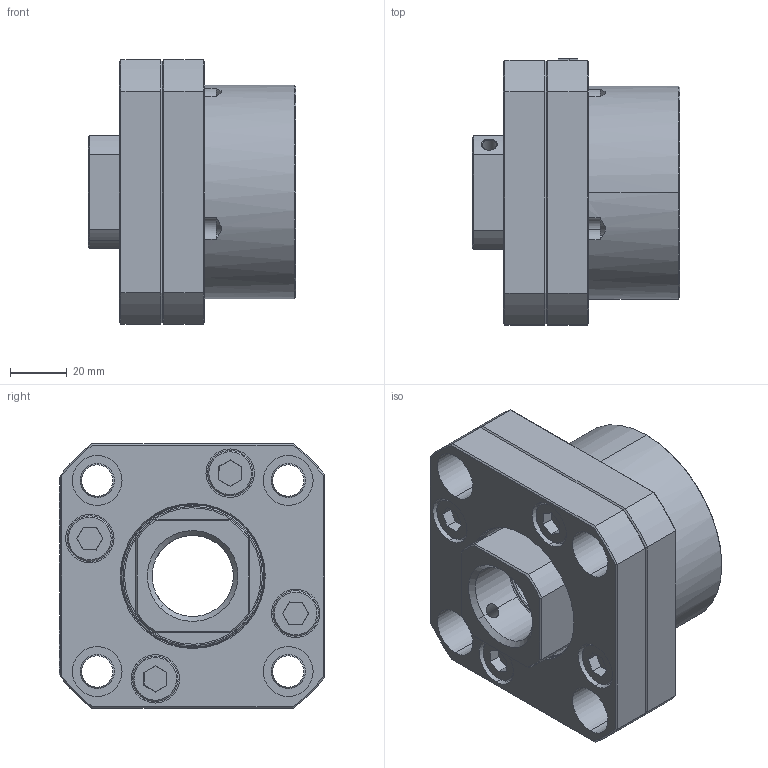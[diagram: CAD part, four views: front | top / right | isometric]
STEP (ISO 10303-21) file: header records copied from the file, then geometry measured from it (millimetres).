
FILE_DESCRIPTION (( 'STEP AP214' ), '1' );
FILE_NAME ('FK30.STEP', '2025-11-07T09:53:55', ( '' ), ( '' ), 'SwSTEP 2.0', 'SolidWorks 2024', '' );
FILE_SCHEMA (( 'AUTOMOTIVE_DESIGN' ));
Length unit declared in the file: millimetre
Products named in the file (1): FK30
Bounding box: 73 x 93.5 x 93 mm (x, y, z)
Surface area: 59218.3 mm2 (no closed solid volume)
Topology: 0 solids, 35 shells, 523 faces, 1336 edges, 863 vertices
Faces by surface type: plane 256, bspline 111, cylinder 71, cone 55, torus 30
Entity records: 22442 total; most frequent: CARTESIAN_POINT 10298, ORIENTED_EDGE 2556, DIRECTION 2165, EDGE_CURVE 1336, VERTEX_POINT 863, LINE 765, VECTOR 765, AXIS2_PLACEMENT_3D 700
